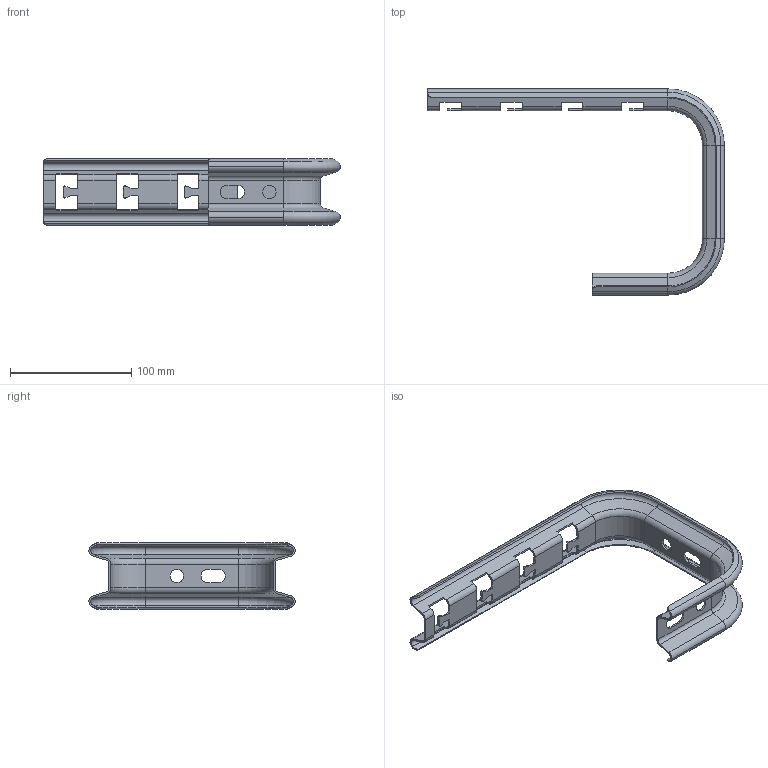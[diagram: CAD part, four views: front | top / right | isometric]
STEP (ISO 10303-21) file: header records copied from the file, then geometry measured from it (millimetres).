
FILE_DESCRIPTION (( 'STEP AP214' ), '1' );
FILE_NAME ('ompcp200 Ñ-Îìåãà ïðîôèëü äëÿ ïðîâîëî÷. ëîòêà 200 EKF.STEP', '2020-08-27T06:08:10', ( '' ), ( '' ), 'SwSTEP 2.0', 'SolidWorks 2019', '' );
FILE_SCHEMA (( 'AUTOMOTIVE_DESIGN' ));
Length unit declared in the file: millimetre
Products named in the file (1): ompcp200 Ñ-Îìåãà ïðîôèëü äëÿ ïðîâîëî÷. ëîòêà 200 EKF
Bounding box: 244.51 x 170.03 x 55 mm (x, y, z)
Volume: 51150.3 mm3; surface area: 70919 mm2
Topology: 1 solids, 1 shells, 207 faces, 559 edges, 346 vertices
Faces by surface type: plane 90, cylinder 81, cone 20, torus 16
Entity records: 6513 total; most frequent: DIRECTION 1169, ORIENTED_EDGE 1118, CARTESIAN_POINT 1113, EDGE_CURVE 559, AXIS2_PLACEMENT_3D 402, LINE 365, VECTOR 365, VERTEX_POINT 346
